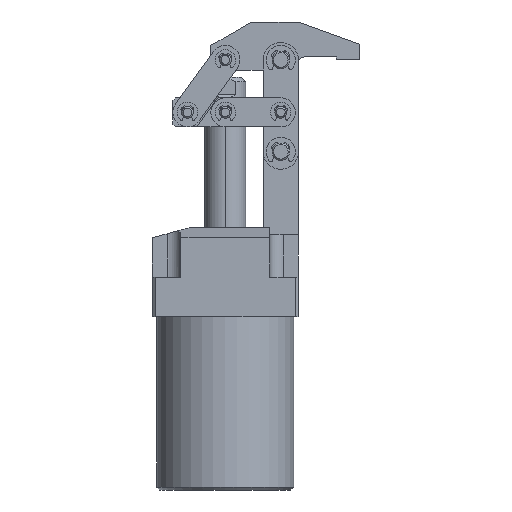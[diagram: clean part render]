
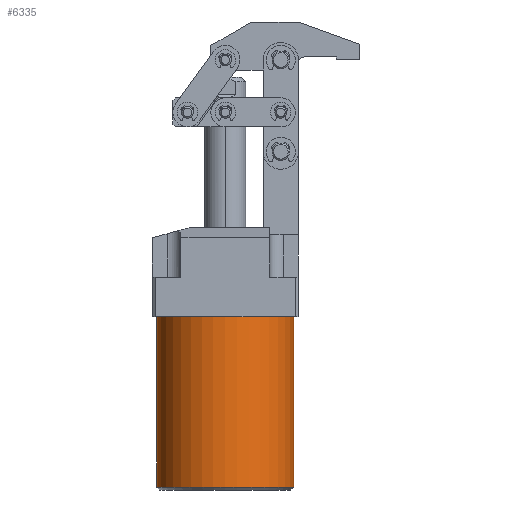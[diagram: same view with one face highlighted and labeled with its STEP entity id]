
A CAD part, front view. The second image highlights one B-rep face of the part: STEP entity #6335.
In plain terms, the highlighted cylindrical face has radius 23.5 mm (diameter 47 mm), a partial arc.
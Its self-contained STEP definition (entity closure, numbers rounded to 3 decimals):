
#450 = CARTESIAN_POINT ( 'NONE',  ( -23.5, 0., -59.5 ) ) ;
#454 = DIRECTION ( 'NONE',  ( 0., 0., 1. ) ) ;
#455 = DIRECTION ( 'NONE',  ( 0., 0., 1. ) ) ;
#456 = CARTESIAN_POINT ( 'NONE',  ( 23.5, 0., -59.5 ) ) ;
#537 = AXIS2_PLACEMENT_3D ( 'NONE', #828, #829, #830 ) ;
#631 = AXIS2_PLACEMENT_3D ( 'NONE', #1535, #1536, #1537 ) ;
#828 = CARTESIAN_POINT ( 'NONE',  ( 0., 0., -58.5 ) ) ;
#829 = DIRECTION ( 'NONE',  ( 0., 0., 1. ) ) ;
#830 = DIRECTION ( 'NONE',  ( -1., 0., 0. ) ) ;
#1535 = CARTESIAN_POINT ( 'NONE',  ( 0., 0., 0. ) ) ;
#1536 = DIRECTION ( 'NONE',  ( 0., 0., -1. ) ) ;
#1537 = DIRECTION ( 'NONE',  ( -1., 0., 0. ) ) ;
#3656 = EDGE_LOOP ( 'NONE', ( #4523, #4524, #4525, #4526 ) ) ;
#4012 = VERTEX_POINT ( 'NONE', #7819 ) ;
#4013 = VERTEX_POINT ( 'NONE', #7820 ) ;
#4038 = VERTEX_POINT ( 'NONE', #7848 ) ;
#4042 = VERTEX_POINT ( 'NONE', #7852 ) ;
#4523 = ORIENTED_EDGE ( 'NONE', *, *, #7068, .F. ) ;
#4524 = ORIENTED_EDGE ( 'NONE', *, *, #7124, .T. ) ;
#4525 = ORIENTED_EDGE ( 'NONE', *, *, #7070, .T. ) ;
#4526 = ORIENTED_EDGE ( 'NONE', *, *, #7497, .T. ) ;
#6335 = ADVANCED_FACE ( 'NONE', ( #10627 ), #10631, .T. ) ;
#7068 = EDGE_CURVE ( 'NONE', #4013, #4038, #10934, .T. ) ;
#7070 = EDGE_CURVE ( 'NONE', #4012, #4042, #10941, .T. ) ;
#7124 = EDGE_CURVE ( 'NONE', #4013, #4012, #11028, .T. ) ;
#7497 = EDGE_CURVE ( 'NONE', #4042, #4038, #11395, .T. ) ;
#7819 = CARTESIAN_POINT ( 'NONE',  ( 23.5, 0., -58.5 ) ) ;
#7820 = CARTESIAN_POINT ( 'NONE',  ( -23.5, 0., -58.5 ) ) ;
#7848 = CARTESIAN_POINT ( 'NONE',  ( -23.5, 0., 0. ) ) ;
#7852 = CARTESIAN_POINT ( 'NONE',  ( 23.5, 0., 0. ) ) ;
#10627 = FACE_OUTER_BOUND ( 'NONE', #3656, .T. ) ;
#10631 = CYLINDRICAL_SURFACE ( 'NONE', #11839, 23.5 ) ;
#10934 = LINE ( 'NONE', #450, #10940 ) ;
#10940 = VECTOR ( 'NONE', #455, 1000. ) ;
#10941 = LINE ( 'NONE', #456, #10943 ) ;
#10943 = VECTOR ( 'NONE', #454, 1000. ) ;
#11028 = CIRCLE ( 'NONE', #537, 23.5 ) ;
#11395 = CIRCLE ( 'NONE', #631, 23.5 ) ;
#11839 = AXIS2_PLACEMENT_3D ( 'NONE', #12107, #12106, #12099 ) ;
#12099 = DIRECTION ( 'NONE',  ( 1., 0., 0. ) ) ;
#12106 = DIRECTION ( 'NONE',  ( 0., 0., 1. ) ) ;
#12107 = CARTESIAN_POINT ( 'NONE',  ( 0., 0., -59.5 ) ) ;
